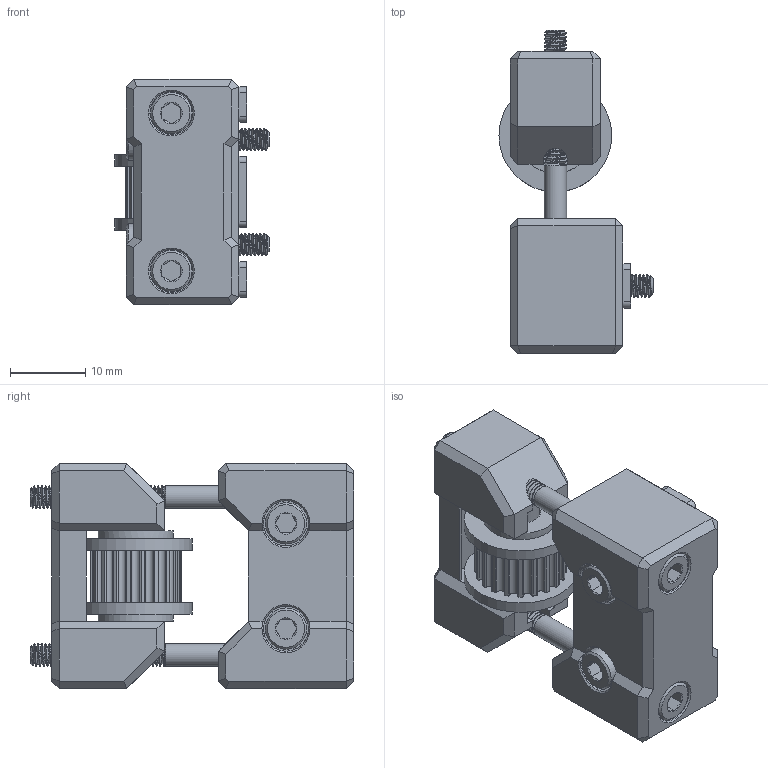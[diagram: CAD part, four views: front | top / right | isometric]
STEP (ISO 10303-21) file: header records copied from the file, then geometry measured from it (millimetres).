
FILE_DESCRIPTION(/* description */ ('','CAx-IF Rec.Pracs.---Representation and Presentation of Product Manufacturing Information (PMI)---4.0---2014-10-13'),/* implementation_level */ '2;1');
FILE_NAME(/* name */ 'Y Axis Right Tensioner.step',/* time_stamp */ '2024-12-21T09:08:59-05:00',/* author */ (''),/* organization */ (''),/* preprocessor_version */ 'ST-DEVELOPER v20',/* originating_system */ 'Autodesk Translation Framework v13.20.0.188',/* authorisation */ '');
FILE_SCHEMA (('AP242_MANAGED_MODEL_BASED_3D_ENGINEERING_MIM_LF { 1 0 10303 442 1 1 4 }'));
Length unit declared in the file: millimetre
Products named in the file (11): Y Axis Right Tensioner (1); Hardware (1):1 (1) (1); 91292A024_18-8 Stainless Steel Socket Head Screw; 91828A211_18-8 Stainless Steel Hex Nut; 91292A115_18-8 Stainless Steel Socket Head Screw; Idler Assembly (1):1 (1) (1); 3mmx18mm pin (2):1 (2):1 (1) (1); M5 1mm Shim (20):1 (2):1 (1) (1); M5 1mm Shim (21):1 (2):1 (1) (1); Body1 (1) (1); GT2 20T Idler Gates v1 (1) (1)
Assembly tree (13 placements, depth 4):
  Y Axis Right Tensioner (1)
    Hardware (1):1 (1) (1)
      91292A024_18-8 Stainless Steel Socket Head Screw  x2
      91828A211_18-8 Stainless Steel Hex Nut  x2
      91292A115_18-8 Stainless Steel Socket Head Screw  x2
      Idler Assembly (1):1 (1) (1)
        3mmx18mm pin (2):1 (2):1 (1) (1)
        M5 1mm Shim (20):1 (2):1 (1) (1)
        M5 1mm Shim (21):1 (2):1 (1) (1)
    Body1 (1) (1)
    GT2 20T Idler Gates v1 (1) (1)
Bounding box: 20.5 x 43 x 30 mm (x, y, z)
Volume: 11307 mm3; surface area: 9435.7 mm2
Topology: 14 solids, 14 shells, 800 faces, 2122 edges, 1366 vertices
Faces by surface type: cylinder 446, plane 264, cone 74, bspline 16
Full cylindrical faces by diameter (mm): 2.35 x138, 3 x140, 3.2 x6, 5 x3, 5.3 x2, 5.5 x4, 5.7 x2, 5.8 x2, 6 x2, 8 x1, 8.2 x2, 9 x4, 10 x2, 15 x2
Entity records: 29923 total; most frequent: CARTESIAN_POINT 16017, ORIENTED_EDGE 3014, DIRECTION 2638, EDGE_CURVE 1507, VERTEX_POINT 967, AXIS2_PLACEMENT_3D 939, LINE 760, VECTOR 760
